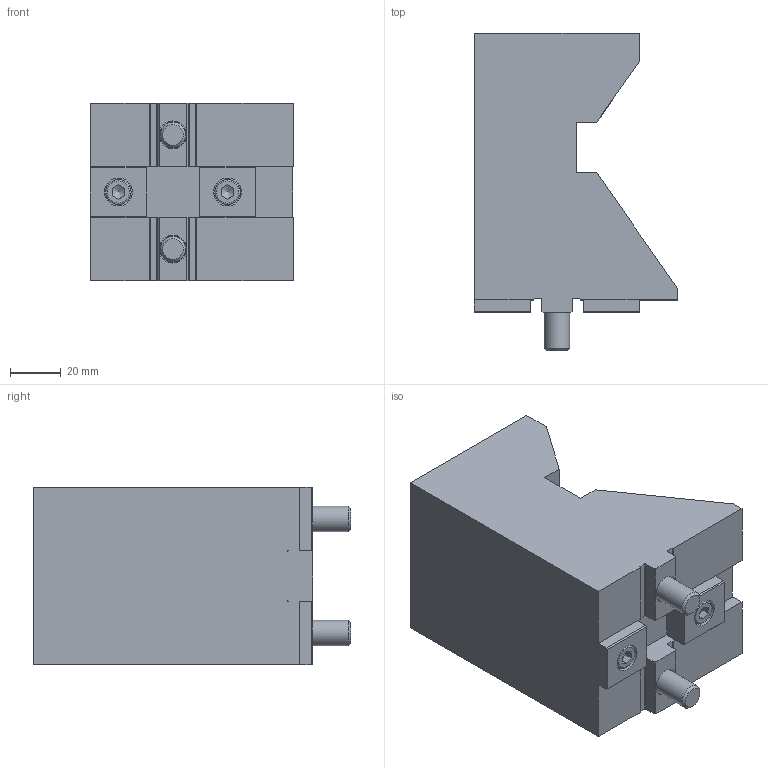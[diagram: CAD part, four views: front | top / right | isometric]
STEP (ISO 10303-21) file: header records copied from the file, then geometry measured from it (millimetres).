
FILE_DESCRIPTION((''),'2;1');
FILE_NAME('301-0250-004-Kunde.stp','2014-11-26T13:31:56',('Sigimeier'),(''),'Autodesk Inventor 2013','Autodesk Inventor 2013','');
FILE_SCHEMA(('AUTOMOTIVE_DESIGN { 1 0 10303 214 1 1 1 1 }'));
Length unit declared in the file: millimetre
Products named in the file (1): Bauteil7
Bounding box: 80 x 125 x 70 mm (x, y, z)
Volume: 400059.1 mm3; surface area: 57582.9 mm2
Topology: 1 solids, 5 shells, 140 faces, 369 edges, 238 vertices
Faces by surface type: plane 100, cylinder 22, cone 10, torus 8
Full cylindrical faces by diameter (mm): 4.917 x2, 6 x2, 6.3 x2, 10 x4, 11 x4, 16 x2, 18 x2
Entity records: 4116 total; most frequent: CARTESIAN_POINT 726, DIRECTION 635, ORIENTED_EDGE 630, EDGE_CURVE 315, VECTOR 229, LINE 229, VERTEX_POINT 222, AXIS2_PLACEMENT_3D 203
